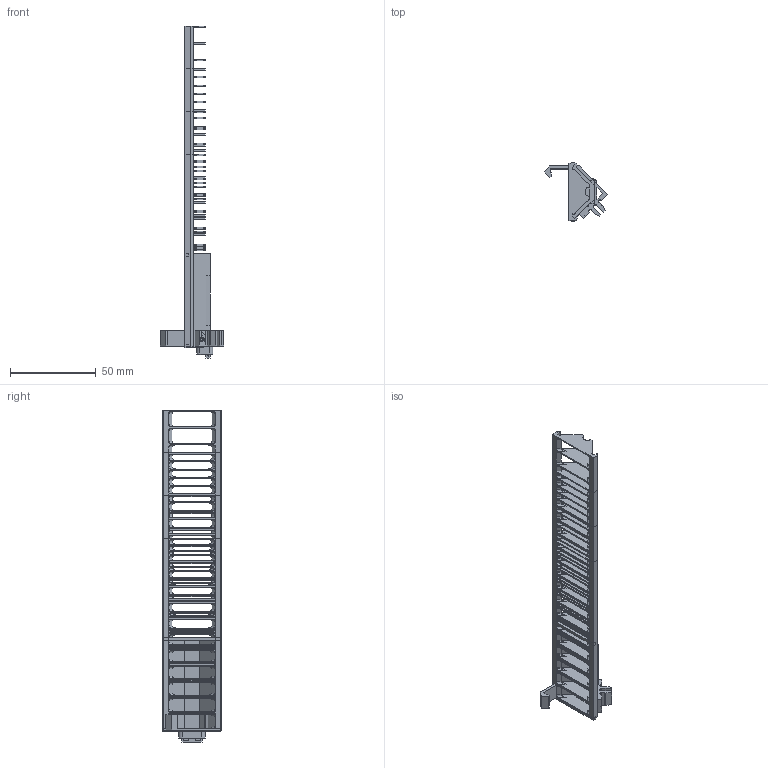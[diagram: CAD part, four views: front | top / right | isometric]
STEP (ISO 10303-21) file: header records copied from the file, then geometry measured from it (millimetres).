
FILE_DESCRIPTION(/* description */ (''),/* implementation_level */ '2;1');
FILE_NAME(/* name */ 'LEDbar.step',/* time_stamp */ '2023-03-27T21:50:39-06:00',/* author */ (''),/* organization */ (''),/* preprocessor_version */ 'ST-DEVELOPER v19.2',/* originating_system */ 'Autodesk Translation Framework v11.17.0.187',/* authorisation */ '');
FILE_SCHEMA (('AUTOMOTIVE_DESIGN { 1 0 10303 214 3 1 1 }'));
Length unit declared in the file: millimetre
Products named in the file (1): LEDbar
Bounding box: 36.82 x 34.1 x 193.9 mm (x, y, z)
Volume: 33563.7 mm3; surface area: 62414.7 mm2
Topology: 7 solids, 7 shells, 1585 faces, 4635 edges, 3004 vertices
Faces by surface type: plane 1019, cylinder 543, bspline 15, cone 8
Entity records: 52866 total; most frequent: CARTESIAN_POINT 9480, ORIENTED_EDGE 9270, DIRECTION 9117, EDGE_CURVE 4635, LINE 3235, VECTOR 3235, VERTEX_POINT 3004, AXIS2_PLACEMENT_3D 2941
